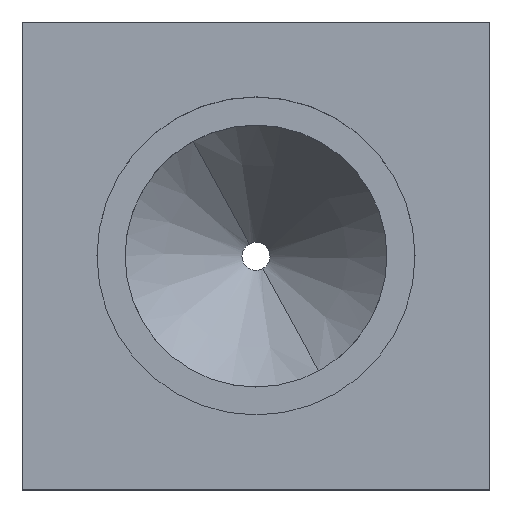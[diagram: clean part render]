
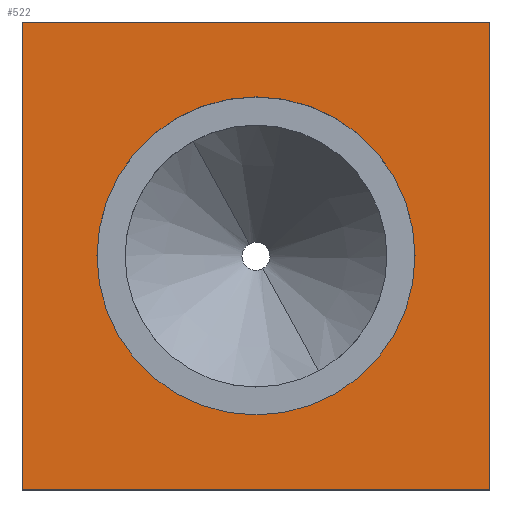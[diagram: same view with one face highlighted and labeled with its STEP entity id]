
A CAD part, top view. The second image highlights one B-rep face of the part: STEP entity #522.
In plain terms, the highlighted planar face has unit normal (0, 0, 1).
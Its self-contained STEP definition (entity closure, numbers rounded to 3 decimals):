
#406=CARTESIAN_POINT('Vertex',(2.5,-2.5,1.4)) ;
#413=CARTESIAN_POINT('Vertex',(2.5,2.5,1.4)) ;
#416=CARTESIAN_POINT('Line Origine',(2.5,0.,1.4)) ;
#437=CARTESIAN_POINT('Vertex',(-2.5,2.5,1.4)) ;
#440=CARTESIAN_POINT('Line Origine',(0.,2.5,1.4)) ;
#461=CARTESIAN_POINT('Vertex',(-2.5,-2.5,1.4)) ;
#464=CARTESIAN_POINT('Line Origine',(-2.5,0.,1.4)) ;
#481=CARTESIAN_POINT('Line Origine',(0.,-2.5,1.4)) ;
#493=CARTESIAN_POINT('Axis2P3D Location',(0.,5.43,1.4)) ;
#504=CARTESIAN_POINT('Axis2P3D Location',(0.,0.,1.4)) ;
#508=CARTESIAN_POINT('Vertex',(1.7,0.,1.4)) ;
#510=CARTESIAN_POINT('Vertex',(-1.7,0.,1.4)) ;
#513=CARTESIAN_POINT('Axis2P3D Location',(0.,0.,1.4)) ;
#417=DIRECTION('Vector Direction',(0.,1.,0.)) ;
#441=DIRECTION('Vector Direction',(-1.,0.,0.)) ;
#465=DIRECTION('Vector Direction',(0.,-1.,0.)) ;
#482=DIRECTION('Vector Direction',(-1.,0.,0.)) ;
#494=DIRECTION('Axis2P3D Direction',(0.,0.,1.)) ;
#495=DIRECTION('Axis2P3D XDirection',(1.,0.,0.)) ;
#505=DIRECTION('Axis2P3D Direction',(0.,0.,1.)) ;
#514=DIRECTION('Axis2P3D Direction',(0.,0.,1.)) ;
#496=AXIS2_PLACEMENT_3D('Plane Axis2P3D',#493,#494,#495) ;
#506=AXIS2_PLACEMENT_3D('Circle Axis2P3D',#504,#505,$) ;
#515=AXIS2_PLACEMENT_3D('Circle Axis2P3D',#513,#514,$) ;
#499=ORIENTED_EDGE('',*,*,#485,.F.) ;
#500=ORIENTED_EDGE('',*,*,#420,.T.) ;
#501=ORIENTED_EDGE('',*,*,#444,.T.) ;
#502=ORIENTED_EDGE('',*,*,#468,.T.) ;
#519=ORIENTED_EDGE('',*,*,#512,.F.) ;
#520=ORIENTED_EDGE('',*,*,#517,.F.) ;
#521=FACE_BOUND('',#518,.T.) ;
#418=VECTOR('Line Direction',#417,1.) ;
#442=VECTOR('Line Direction',#441,1.) ;
#466=VECTOR('Line Direction',#465,1.) ;
#483=VECTOR('Line Direction',#482,1.) ;
#522=ADVANCED_FACE('PartBody',(#503,#521),#497,.T.) ;
#507=CIRCLE('generated circle',#506,1.7) ;
#516=CIRCLE('generated circle',#515,1.7) ;
#420=EDGE_CURVE('',#407,#414,#419,.T.) ;
#444=EDGE_CURVE('',#414,#438,#443,.T.) ;
#468=EDGE_CURVE('',#438,#462,#467,.T.) ;
#485=EDGE_CURVE('',#407,#462,#484,.T.) ;
#512=EDGE_CURVE('',#509,#511,#507,.T.) ;
#517=EDGE_CURVE('',#511,#509,#516,.T.) ;
#498=EDGE_LOOP('',(#499,#500,#501,#502)) ;
#518=EDGE_LOOP('',(#519,#520)) ;
#503=FACE_OUTER_BOUND('',#498,.T.) ;
#419=LINE('Line',#416,#418) ;
#443=LINE('Line',#440,#442) ;
#467=LINE('Line',#464,#466) ;
#484=LINE('Line',#481,#483) ;
#497=PLANE('',#496) ;
#407=VERTEX_POINT('',#406) ;
#414=VERTEX_POINT('',#413) ;
#438=VERTEX_POINT('',#437) ;
#462=VERTEX_POINT('',#461) ;
#509=VERTEX_POINT('',#508) ;
#511=VERTEX_POINT('',#510) ;
